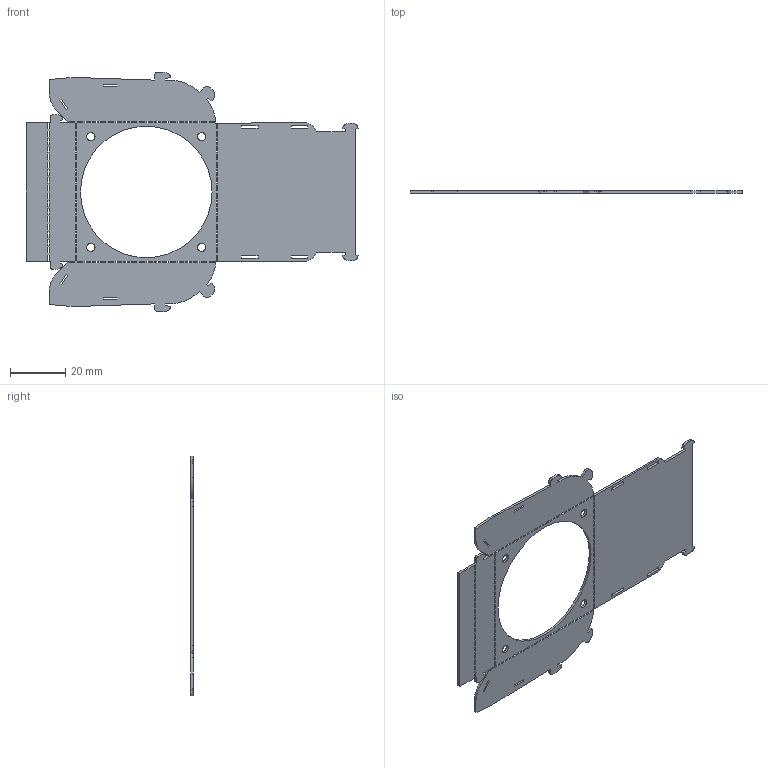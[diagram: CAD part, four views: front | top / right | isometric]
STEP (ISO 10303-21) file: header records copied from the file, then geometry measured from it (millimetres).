
FILE_DESCRIPTION (( 'STEP AP214' ), '1' );
FILE_NAME ('1079-A2P-B.STEP', '2013-05-15T14:45:40', ( '3DAssist' ), ( '' ), 'SwSTEP 2.0', 'SolidWorks 2013', '' );
FILE_SCHEMA (( 'AUTOMOTIVE_DESIGN' ));
Length unit declared in the file: millimetre
Products named in the file (1): 1079-A2P-B
Bounding box: 119.84 x 0.9 x 86.4 mm (x, y, z)
Volume: 5165.7 mm3; surface area: 12564.8 mm2
Topology: 1 solids, 1 shells, 495 faces, 1479 edges, 986 vertices
Faces by surface type: plane 452, bspline 40, cylinder 3
Full cylindrical faces by diameter (mm): 47.5 x1
Entity records: 17084 total; most frequent: CARTESIAN_POINT 3576, ORIENTED_EDGE 2956, DIRECTION 2316, EDGE_CURVE 1478, VECTOR 1392, LINE 1392, VERTEX_POINT 986, EDGE_LOOP 706
